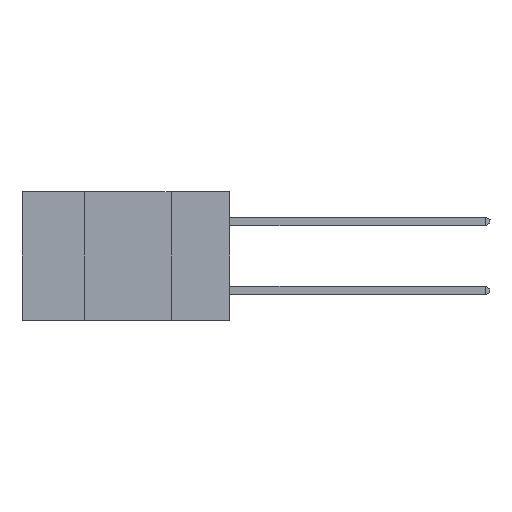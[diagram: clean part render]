
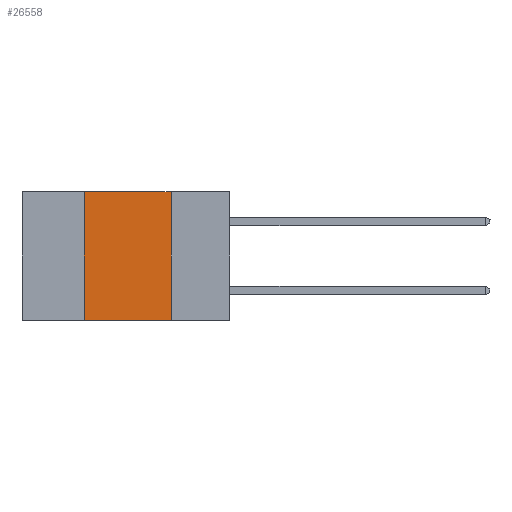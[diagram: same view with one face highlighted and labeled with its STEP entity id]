
A CAD part, left-side view. The second image highlights one B-rep face of the part: STEP entity #26558.
In plain terms, the highlighted planar face has unit normal (-1, 0, 0).
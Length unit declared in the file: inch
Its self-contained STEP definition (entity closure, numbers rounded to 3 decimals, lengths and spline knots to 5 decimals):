
#2119 = VERTEX_POINT ( 'NONE', #25156 ) ;
#3703 = EDGE_CURVE ( 'NONE', #2119, #11643, #27684, .T. ) ;
#4612 = EDGE_LOOP ( 'NONE', ( #20866, #14960, #19291, #27030 ) ) ;
#5378 = CARTESIAN_POINT ( 'NONE',  ( 0., 0.42, 0. ) ) ;
#6036 = LINE ( 'NONE', #26293, #18366 ) ;
#7560 = VERTEX_POINT ( 'NONE', #11844 ) ;
#8231 = DIRECTION ( 'NONE',  ( 1., 0., 0. ) ) ;
#8680 = LINE ( 'NONE', #5378, #15195 ) ;
#8732 = AXIS2_PLACEMENT_3D ( 'NONE', #22906, #8231, #25343 ) ;
#9279 = CARTESIAN_POINT ( 'NONE',  ( 0., 0.17, 0. ) ) ;
#9454 = FACE_OUTER_BOUND ( 'NONE', #4612, .T. ) ;
#9914 = LINE ( 'NONE', #17979, #17210 ) ;
#11643 = VERTEX_POINT ( 'NONE', #14721 ) ;
#11844 = CARTESIAN_POINT ( 'NONE',  ( 0., 0.42, 0. ) ) ;
#14702 = EDGE_CURVE ( 'NONE', #15528, #11643, #9914, .T. ) ;
#14721 = CARTESIAN_POINT ( 'NONE',  ( 0., 0.17, -0.37 ) ) ;
#14857 = EDGE_CURVE ( 'NONE', #7560, #2119, #6036, .T. ) ;
#14960 = ORIENTED_EDGE ( 'NONE', *, *, #14857, .F. ) ;
#15195 = VECTOR ( 'NONE', #29791, 39.37008 ) ;
#15528 = VERTEX_POINT ( 'NONE', #16426 ) ;
#16426 = CARTESIAN_POINT ( 'NONE',  ( 0., 0.42, -0.37 ) ) ;
#16945 = EDGE_CURVE ( 'NONE', #15528, #7560, #8680, .T. ) ;
#17210 = VECTOR ( 'NONE', #20440, 39.37008 ) ;
#17979 = CARTESIAN_POINT ( 'NONE',  ( 0., 0.6, -0.37 ) ) ;
#17999 = PLANE ( 'NONE',  #8732 ) ;
#18366 = VECTOR ( 'NONE', #28732, 39.37008 ) ;
#19291 = ORIENTED_EDGE ( 'NONE', *, *, #16945, .F. ) ;
#20440 = DIRECTION ( 'NONE',  ( 0., -1., 0. ) ) ;
#20866 = ORIENTED_EDGE ( 'NONE', *, *, #3703, .F. ) ;
#22906 = CARTESIAN_POINT ( 'NONE',  ( 0., 0.6, 0. ) ) ;
#23947 = DIRECTION ( 'NONE',  ( 0., 0., -1. ) ) ;
#25156 = CARTESIAN_POINT ( 'NONE',  ( 0., 0.17, 0. ) ) ;
#25343 = DIRECTION ( 'NONE',  ( 0., 0., -1. ) ) ;
#26293 = CARTESIAN_POINT ( 'NONE',  ( 0., 0.6, 0. ) ) ;
#26558 = ADVANCED_FACE ( 'NONE', ( #9454 ), #17999, .F. ) ;
#26928 = VECTOR ( 'NONE', #23947, 39.37008 ) ;
#27030 = ORIENTED_EDGE ( 'NONE', *, *, #14702, .T. ) ;
#27684 = LINE ( 'NONE', #9279, #26928 ) ;
#28732 = DIRECTION ( 'NONE',  ( 0., -1., 0. ) ) ;
#29791 = DIRECTION ( 'NONE',  ( 0., 0., 1. ) ) ;
